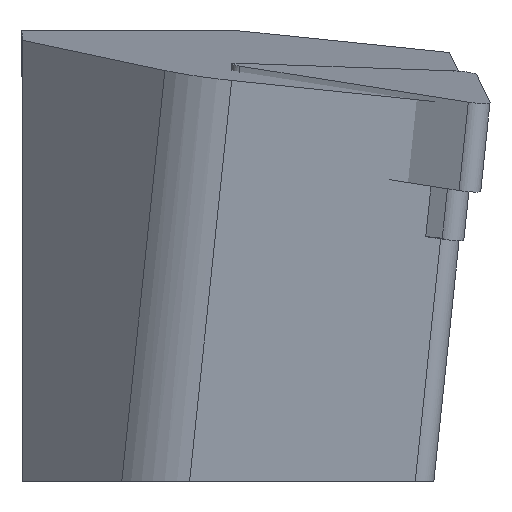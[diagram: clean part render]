
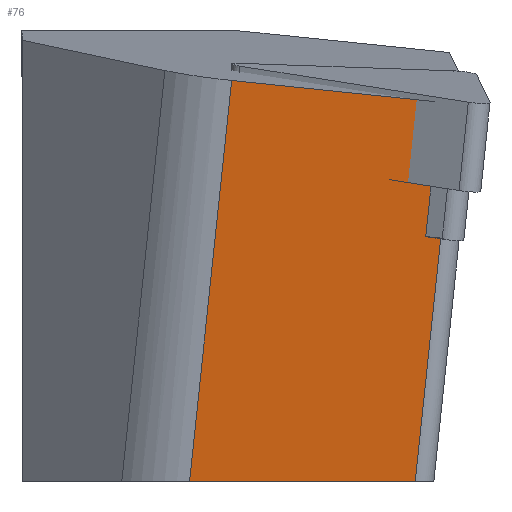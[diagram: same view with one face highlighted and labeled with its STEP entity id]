
A CAD part, left-side view. The second image highlights one B-rep face of the part: STEP entity #76.
In plain terms, the highlighted planar face has unit normal (-0.995, 0, -0.105).
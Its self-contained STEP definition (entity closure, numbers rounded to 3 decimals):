
#76=ADVANCED_FACE('',(#138),#107,.F.);
#107=PLANE('',#704);
#138=FACE_OUTER_BOUND('',#173,.T.);
#173=EDGE_LOOP('',(#441,#442,#443,#444,#445,#446,#447));
#207=LINE('',#964,#279);
#215=LINE('',#981,#287);
#224=LINE('',#1003,#296);
#238=LINE('',#1031,#310);
#239=LINE('',#1033,#311);
#240=LINE('',#1035,#312);
#241=LINE('',#1036,#313);
#279=VECTOR('',#780,1.);
#287=VECTOR('',#794,1.);
#296=VECTOR('',#811,1.);
#310=VECTOR('',#843,1.);
#311=VECTOR('',#844,1.);
#312=VECTOR('',#845,1.);
#313=VECTOR('',#846,1.);
#441=ORIENTED_EDGE('',*,*,#629,.F.);
#442=ORIENTED_EDGE('',*,*,#630,.T.);
#443=ORIENTED_EDGE('',*,*,#631,.T.);
#444=ORIENTED_EDGE('',*,*,#595,.F.);
#445=ORIENTED_EDGE('',*,*,#632,.T.);
#446=ORIENTED_EDGE('',*,*,#615,.F.);
#447=ORIENTED_EDGE('',*,*,#604,.F.);
#523=VERTEX_POINT('',#948);
#531=VERTEX_POINT('',#963);
#537=VERTEX_POINT('',#980);
#538=VERTEX_POINT('',#982);
#543=VERTEX_POINT('',#995);
#552=VERTEX_POINT('',#1032);
#553=VERTEX_POINT('',#1034);
#595=EDGE_CURVE('',#531,#523,#207,.T.);
#604=EDGE_CURVE('',#537,#538,#215,.T.);
#615=EDGE_CURVE('',#538,#543,#224,.T.);
#629=EDGE_CURVE('',#552,#537,#238,.T.);
#630=EDGE_CURVE('',#552,#553,#239,.T.);
#631=EDGE_CURVE('',#553,#523,#240,.T.);
#632=EDGE_CURVE('',#531,#543,#241,.T.);
#704=AXIS2_PLACEMENT_3D('',#1037,#847,#848);
#780=DIRECTION('',(0.011,-0.995,-0.103));
#794=DIRECTION('',(0.105,0.104,-0.989));
#811=DIRECTION('',(0.,1.,0.));
#843=DIRECTION('',(0.011,-0.995,-0.103));
#844=DIRECTION('',(-0.105,-0.104,0.989));
#845=DIRECTION('',(-0.105,-0.104,0.989));
#846=DIRECTION('',(0.105,0.104,-0.989));
#847=DIRECTION('',(0.994,0.,0.105));
#848=DIRECTION('',(0.105,0.,-0.994));
#948=CARTESIAN_POINT('',(2.012,-22.256,0.198));
#963=CARTESIAN_POINT('',(1.89,-11.168,1.35));
#964=CARTESIAN_POINT('',(2.02,-23.056,0.115));
#980=CARTESIAN_POINT('',(2.777,-22.303,-7.046));
#981=CARTESIAN_POINT('',(7.216,-17.889,-49.042));
#982=CARTESIAN_POINT('',(4.146,-20.942,-20.));
#995=CARTESIAN_POINT('',(4.147,-8.924,-20.));
#1003=CARTESIAN_POINT('',(4.146,-17.889,-20.));
#1031=CARTESIAN_POINT('',(2.777,-22.303,-7.046));
#1032=CARTESIAN_POINT('',(2.768,-21.503,-6.963));
#1033=CARTESIAN_POINT('',(-5.034,-29.263,66.867));
#1034=CARTESIAN_POINT('',(2.478,-21.792,-4.214));
#1035=CARTESIAN_POINT('',(-5.034,-29.263,66.867));
#1036=CARTESIAN_POINT('',(7.085,-6.002,-47.807));
#1037=CARTESIAN_POINT('',(7.216,-17.889,-49.042));
